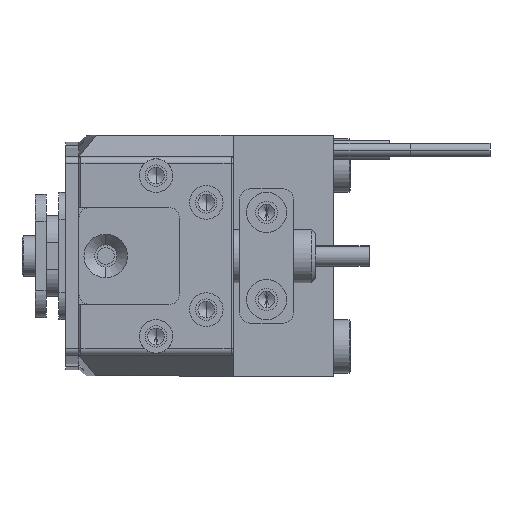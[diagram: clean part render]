
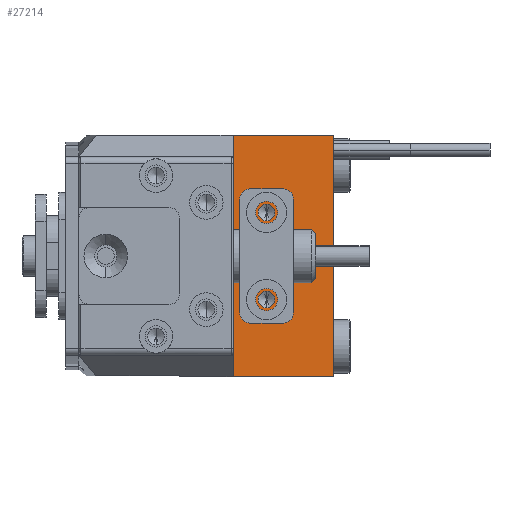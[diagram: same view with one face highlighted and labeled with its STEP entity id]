
A CAD part, left-side view. The second image highlights one B-rep face of the part: STEP entity #27214.
In plain terms, the highlighted planar face has unit normal (-1, 0, 0).
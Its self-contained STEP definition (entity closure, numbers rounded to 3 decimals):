
#1977 = EDGE_CURVE ( 'NONE', #37910, #43421, #14996, .T. ) ;
#1998 = VERTEX_POINT ( 'NONE', #46406 ) ;
#3117 = CARTESIAN_POINT ( 'NONE',  ( -26., 15., 18. ) ) ;
#3376 = EDGE_CURVE ( 'NONE', #37910, #12073, #22806, .T. ) ;
#4293 = VECTOR ( 'NONE', #6816, 1000. ) ;
#4564 = LINE ( 'NONE', #18843, #11867 ) ;
#4742 = VECTOR ( 'NONE', #13335, 1000. ) ;
#5727 = ORIENTED_EDGE ( 'NONE', *, *, #1977, .T. ) ;
#5986 = DIRECTION ( 'NONE',  ( -1., 0., 0. ) ) ;
#6340 = EDGE_LOOP ( 'NONE', ( #40862, #18262 ) ) ;
#6787 = EDGE_CURVE ( 'NONE', #23611, #41515, #12601, .T. ) ;
#6816 = DIRECTION ( 'NONE',  ( 0., -1., 0. ) ) ;
#8711 = EDGE_CURVE ( 'NONE', #12073, #23603, #4564, .T. ) ;
#8820 = FACE_BOUND ( 'NONE', #6340, .T. ) ;
#9025 = DIRECTION ( 'NONE',  ( -1., 0., 0. ) ) ;
#9493 = EDGE_CURVE ( 'NONE', #43421, #23603, #32699, .T. ) ;
#9742 = AXIS2_PLACEMENT_3D ( 'NONE', #3117, #13472, #42360 ) ;
#10889 = CARTESIAN_POINT ( 'NONE',  ( -26., 10., 6.5 ) ) ;
#11867 = VECTOR ( 'NONE', #14696, 1000. ) ;
#12073 = VERTEX_POINT ( 'NONE', #20162 ) ;
#12601 = CIRCLE ( 'NONE', #29158, 1.25 ) ;
#12654 = DIRECTION ( 'NONE',  ( 0., 0., 1. ) ) ;
#13335 = DIRECTION ( 'NONE',  ( 0., 0., 1. ) ) ;
#13472 = DIRECTION ( 'NONE',  ( 1., 0., 0. ) ) ;
#14696 = DIRECTION ( 'NONE',  ( 0., -1., 0. ) ) ;
#14889 = EDGE_CURVE ( 'NONE', #1998, #42707, #30001, .T. ) ;
#14996 = LINE ( 'NONE', #21056, #4293 ) ;
#15739 = CIRCLE ( 'NONE', #44770, 1.25 ) ;
#16874 = ORIENTED_EDGE ( 'NONE', *, *, #14889, .F. ) ;
#18262 = ORIENTED_EDGE ( 'NONE', *, *, #19697, .F. ) ;
#18843 = CARTESIAN_POINT ( 'NONE',  ( -26., 15., 18. ) ) ;
#19697 = EDGE_CURVE ( 'NONE', #41515, #23611, #40364, .T. ) ;
#20162 = CARTESIAN_POINT ( 'NONE',  ( -26., 15., 18. ) ) ;
#20630 = PLANE ( 'NONE',  #9742 ) ;
#21056 = CARTESIAN_POINT ( 'NONE',  ( -26., 15., -18. ) ) ;
#21236 = CARTESIAN_POINT ( 'NONE',  ( -26., 10., 7.75 ) ) ;
#22167 = CARTESIAN_POINT ( 'NONE',  ( -26., 10., -6.5 ) ) ;
#22327 = CARTESIAN_POINT ( 'NONE',  ( -26., 10., 6.5 ) ) ;
#22806 = LINE ( 'NONE', #45677, #4742 ) ;
#23603 = VERTEX_POINT ( 'NONE', #31786 ) ;
#23611 = VERTEX_POINT ( 'NONE', #21236 ) ;
#23686 = EDGE_LOOP ( 'NONE', ( #5727, #32952, #24392, #27908 ) ) ;
#24256 = VECTOR ( 'NONE', #27857, 1000. ) ;
#24392 = ORIENTED_EDGE ( 'NONE', *, *, #8711, .F. ) ;
#25800 = EDGE_CURVE ( 'NONE', #42707, #1998, #15739, .T. ) ;
#27214 = ADVANCED_FACE ( 'NONE', ( #46655, #8820, #36492 ), #20630, .F. ) ;
#27396 = CARTESIAN_POINT ( 'NONE',  ( -26., 10., -7.75 ) ) ;
#27857 = DIRECTION ( 'NONE',  ( 0., 0., 1. ) ) ;
#27908 = ORIENTED_EDGE ( 'NONE', *, *, #3376, .F. ) ;
#29056 = CARTESIAN_POINT ( 'NONE',  ( -26., 0., -18. ) ) ;
#29158 = AXIS2_PLACEMENT_3D ( 'NONE', #22327, #40001, #43601 ) ;
#30001 = CIRCLE ( 'NONE', #33583, 1.25 ) ;
#31371 = DIRECTION ( 'NONE',  ( 0., 0., 1. ) ) ;
#31786 = CARTESIAN_POINT ( 'NONE',  ( -26., 0., 18. ) ) ;
#32699 = LINE ( 'NONE', #35734, #24256 ) ;
#32952 = ORIENTED_EDGE ( 'NONE', *, *, #9493, .T. ) ;
#33180 = DIRECTION ( 'NONE',  ( 0., 0., 1. ) ) ;
#33583 = AXIS2_PLACEMENT_3D ( 'NONE', #45746, #9025, #12654 ) ;
#35734 = CARTESIAN_POINT ( 'NONE',  ( -26., 0., 18. ) ) ;
#36492 = FACE_OUTER_BOUND ( 'NONE', #23686, .T. ) ;
#36755 = CARTESIAN_POINT ( 'NONE',  ( -26., 10., 5.25 ) ) ;
#37910 = VERTEX_POINT ( 'NONE', #42669 ) ;
#39980 = ORIENTED_EDGE ( 'NONE', *, *, #25800, .F. ) ;
#40001 = DIRECTION ( 'NONE',  ( -1., 0., 0. ) ) ;
#40364 = CIRCLE ( 'NONE', #44634, 1.25 ) ;
#40862 = ORIENTED_EDGE ( 'NONE', *, *, #6787, .F. ) ;
#41515 = VERTEX_POINT ( 'NONE', #36755 ) ;
#41783 = EDGE_LOOP ( 'NONE', ( #16874, #39980 ) ) ;
#42360 = DIRECTION ( 'NONE',  ( 0., 0., -1. ) ) ;
#42669 = CARTESIAN_POINT ( 'NONE',  ( -26., 15., -18. ) ) ;
#42707 = VERTEX_POINT ( 'NONE', #27396 ) ;
#43421 = VERTEX_POINT ( 'NONE', #29056 ) ;
#43601 = DIRECTION ( 'NONE',  ( 0., 0., 1. ) ) ;
#44361 = DIRECTION ( 'NONE',  ( -1., 0., 0. ) ) ;
#44634 = AXIS2_PLACEMENT_3D ( 'NONE', #10889, #5986, #31371 ) ;
#44770 = AXIS2_PLACEMENT_3D ( 'NONE', #22167, #44361, #33180 ) ;
#45677 = CARTESIAN_POINT ( 'NONE',  ( -26., 15., 18. ) ) ;
#45746 = CARTESIAN_POINT ( 'NONE',  ( -26., 10., -6.5 ) ) ;
#46406 = CARTESIAN_POINT ( 'NONE',  ( -26., 10., -5.25 ) ) ;
#46655 = FACE_BOUND ( 'NONE', #41783, .T. ) ;
